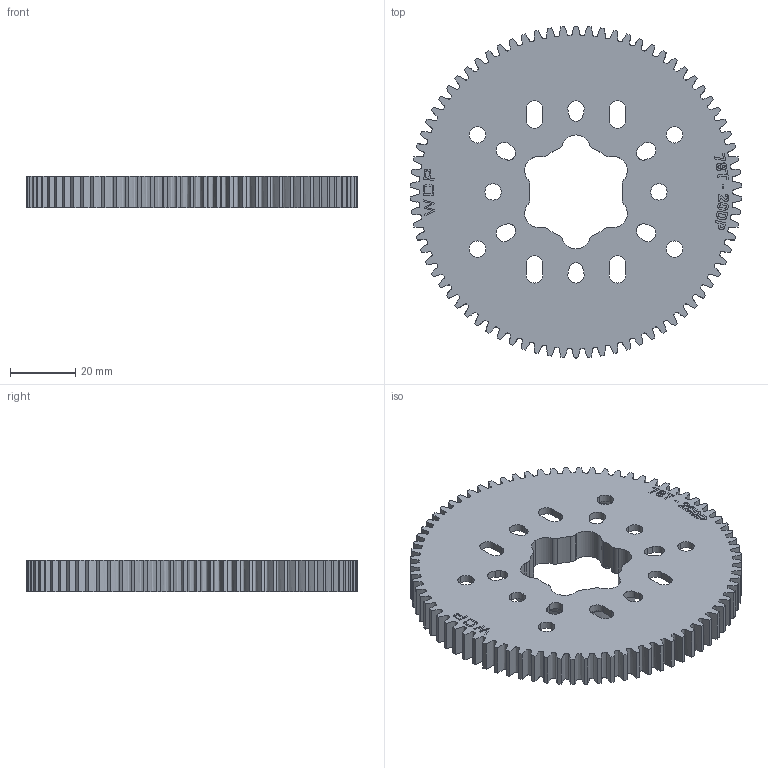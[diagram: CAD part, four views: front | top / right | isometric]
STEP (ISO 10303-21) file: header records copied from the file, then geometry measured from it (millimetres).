
FILE_DESCRIPTION (( 'STEP AP214' ), '1' );
FILE_NAME ('WCP-1104 Rev1.step', '2024-01-18T01:28:09', ( '' ), ( '' ), 'SwSTEP 2.0', 'SolidWorks 2022', '' );
FILE_SCHEMA (( 'AUTOMOTIVE_DESIGN' ));
Length unit declared in the file: inch
Products named in the file (1): WCP-1104 Rev1
Bounding box: 101.56 x 101.6 x 9.53 mm (x, y, z)
Volume: 28070.8 mm3; surface area: 23155 mm2
Topology: 1 solids, 1 shells, 407 faces, 1179 edges, 786 vertices
Faces by surface type: cylinder 157, plane 124, bspline 122, torus 4
Entity records: 36363 total; most frequent: CARTESIAN_POINT 26042, ORIENTED_EDGE 2358, DIRECTION 1841, EDGE_CURVE 1179, VERTEX_POINT 786, AXIS2_PLACEMENT_3D 627, VECTOR 587, LINE 587
